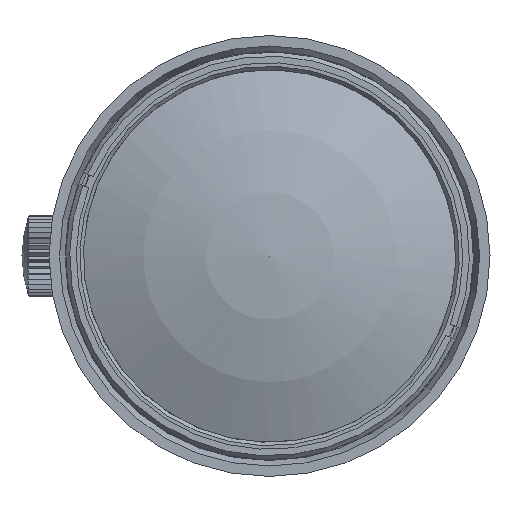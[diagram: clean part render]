
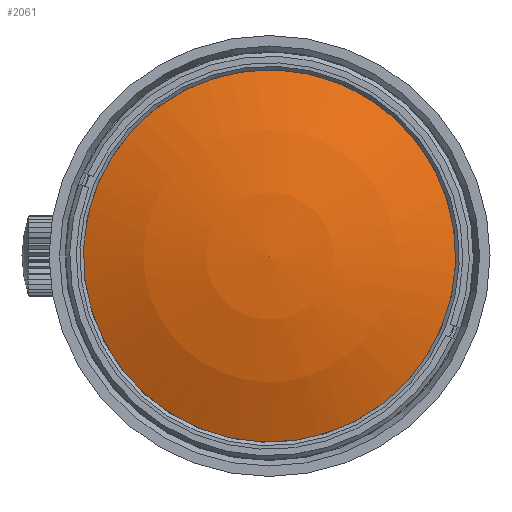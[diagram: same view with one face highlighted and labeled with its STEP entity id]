
A CAD part, left-side view. The second image highlights one B-rep face of the part: STEP entity #2061.
In plain terms, the highlighted spherical face has radius 39.249 mm.
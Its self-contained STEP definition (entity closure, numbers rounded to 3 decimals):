
#114=SPHERICAL_SURFACE('',#12582,39.249);
#155=VERTEX_LOOP('',#8874);
#742=B_SPLINE_CURVE_WITH_KNOTS('',3,(#17524,#17525,#17526,#17527,#17528,
#17529,#17530,#17531,#17532,#17533,#17534,#17535,#17536,#17537,#17538,#17539,
#17540,#17541),.UNSPECIFIED.,.T.,.F.,(2,2,2,2,2,2,2,2,2,2,2),(-0.125,0.,
0.125,0.25,0.375,0.5,0.625,0.75,0.875,1.,1.125),.UNSPECIFIED.);
#2061=ADVANCED_FACE('',(#3661,#3662),#114,.T.);
#3661=FACE_BOUND('',#155,.T.);
#3662=FACE_BOUND('',#4289,.T.);
#4289=EDGE_LOOP('',(#6502));
#6502=ORIENTED_EDGE('',*,*,#10345,.T.);
#8697=VERTEX_POINT('',#17542);
#8874=VERTEX_POINT('',#18561);
#10345=EDGE_CURVE('',#8697,#8697,#742,.T.);
#12582=AXIS2_PLACEMENT_3D('',#18562,#14545,#14546);
#14545=DIRECTION('',(1.,0.,0.));
#14546=DIRECTION('',(0.,1.,0.));
#17524=CARTESIAN_POINT('',(-60.063,4.123,-15.75));
#17525=CARTESIAN_POINT('',(-60.063,-4.123,-15.75));
#17526=CARTESIAN_POINT('',(-60.063,-8.221,-14.053));
#17527=CARTESIAN_POINT('',(-60.063,-14.053,-8.221));
#17528=CARTESIAN_POINT('',(-60.063,-15.75,-4.123));
#17529=CARTESIAN_POINT('',(-60.063,-15.75,4.123));
#17530=CARTESIAN_POINT('',(-60.063,-14.053,8.221));
#17531=CARTESIAN_POINT('',(-60.063,-8.221,14.053));
#17532=CARTESIAN_POINT('',(-60.063,-4.123,15.75));
#17533=CARTESIAN_POINT('',(-60.063,4.123,15.75));
#17534=CARTESIAN_POINT('',(-60.063,8.221,14.053));
#17535=CARTESIAN_POINT('',(-60.063,14.053,8.221));
#17536=CARTESIAN_POINT('',(-60.063,15.75,4.123));
#17537=CARTESIAN_POINT('',(-60.063,15.75,-4.123));
#17538=CARTESIAN_POINT('',(-60.063,14.053,-8.221));
#17539=CARTESIAN_POINT('',(-60.063,8.221,-14.053));
#17540=CARTESIAN_POINT('',(-60.063,4.123,-15.75));
#17541=CARTESIAN_POINT('',(-60.063,-4.123,-15.75));
#17542=CARTESIAN_POINT('',(-60.063,0.,-15.75));
#18561=CARTESIAN_POINT('',(-63.362,0.,0.));
#18562=CARTESIAN_POINT('',(-24.113,0.,0.));
